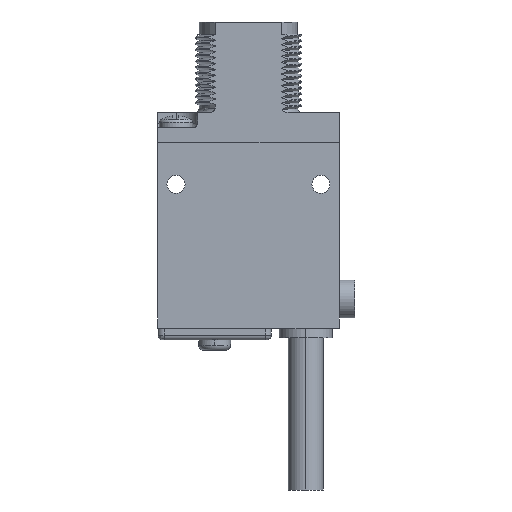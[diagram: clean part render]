
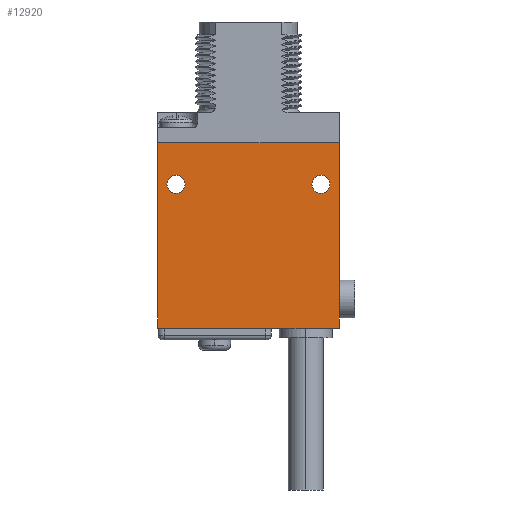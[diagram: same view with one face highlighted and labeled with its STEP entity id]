
A CAD part, left-side view. The second image highlights one B-rep face of the part: STEP entity #12920.
In plain terms, the highlighted planar face has unit normal (-1, 0, 0).
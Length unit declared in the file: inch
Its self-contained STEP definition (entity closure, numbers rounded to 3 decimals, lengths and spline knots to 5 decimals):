
#221=DIRECTION('',(0.,1.,0.));
#222=VECTOR('',#221,1.2);
#223=CARTESIAN_POINT('',(-0.236,-0.6,-1.23));
#224=LINE('',#223,#222);
#287=DIRECTION('',(0.,1.,0.));
#288=VECTOR('',#287,0.005);
#289=CARTESIAN_POINT('',(-0.236,-0.605,-1.16));
#290=LINE('',#289,#288);
#291=DIRECTION('',(0.,0.,-1.));
#292=VECTOR('',#291,0.07);
#293=CARTESIAN_POINT('',(-0.236,-0.6,-1.16));
#294=LINE('',#293,#292);
#295=DIRECTION('',(0.,1.,0.));
#296=VECTOR('',#295,0.005);
#297=CARTESIAN_POINT('',(-0.236,0.6,-1.16));
#298=LINE('',#297,#296);
#299=DIRECTION('',(0.,0.,1.));
#300=VECTOR('',#299,1.16);
#301=CARTESIAN_POINT('',(-0.236,0.605,-1.16));
#302=LINE('',#301,#300);
#303=DIRECTION('',(0.,-1.,0.));
#304=VECTOR('',#303,0.003);
#305=CARTESIAN_POINT('',(-0.236,0.605,0.));
#306=LINE('',#305,#304);
#307=DIRECTION('',(0.,-1.,0.));
#308=VECTOR('',#307,1.204);
#309=CARTESIAN_POINT('',(-0.236,0.602,0.));
#310=LINE('',#309,#308);
#311=DIRECTION('',(0.,-1.,0.));
#312=VECTOR('',#311,0.003);
#313=CARTESIAN_POINT('',(-0.236,-0.602,0.));
#314=LINE('',#313,#312);
#315=DIRECTION('',(0.,0.,-1.));
#316=VECTOR('',#315,1.16);
#317=CARTESIAN_POINT('',(-0.236,-0.605,0.));
#318=LINE('',#317,#316);
#319=CARTESIAN_POINT('',(-0.236,0.48,-0.275));
#320=DIRECTION('',(1.,0.,0.));
#321=DIRECTION('',(0.,0.,-1.));
#322=AXIS2_PLACEMENT_3D('',#319,#320,#321);
#324=CARTESIAN_POINT('',(-0.236,0.48,-0.275));
#325=DIRECTION('',(1.,0.,0.));
#326=DIRECTION('',(0.,0.,1.));
#327=AXIS2_PLACEMENT_3D('',#324,#325,#326);
#329=CARTESIAN_POINT('',(-0.236,-0.48,-0.275));
#330=DIRECTION('',(1.,0.,0.));
#331=DIRECTION('',(0.,0.,-1.));
#332=AXIS2_PLACEMENT_3D('',#329,#330,#331);
#334=CARTESIAN_POINT('',(-0.236,-0.48,-0.275));
#335=DIRECTION('',(1.,0.,0.));
#336=DIRECTION('',(0.,0.,1.));
#337=AXIS2_PLACEMENT_3D('',#334,#335,#336);
#339=DIRECTION('',(0.,0.,-1.));
#340=VECTOR('',#339,0.07);
#341=CARTESIAN_POINT('',(-0.236,0.6,-1.16));
#342=LINE('',#341,#340);
#10503=CARTESIAN_POINT('',(-0.236,-0.605,0.));
#10504=CARTESIAN_POINT('',(-0.236,-0.605,-1.16));
#10505=VERTEX_POINT('',#10503);
#10506=VERTEX_POINT('',#10504);
#10507=CARTESIAN_POINT('',(-0.236,0.605,-1.16));
#10508=CARTESIAN_POINT('',(-0.236,0.605,0.));
#10509=VERTEX_POINT('',#10507);
#10510=VERTEX_POINT('',#10508);
#10527=CARTESIAN_POINT('',(-0.236,0.48,-0.335));
#10528=CARTESIAN_POINT('',(-0.236,0.48,-0.215));
#10529=VERTEX_POINT('',#10527);
#10530=VERTEX_POINT('',#10528);
#10531=CARTESIAN_POINT('',(-0.236,-0.48,-0.335));
#10532=CARTESIAN_POINT('',(-0.236,-0.48,-0.215));
#10533=VERTEX_POINT('',#10531);
#10534=VERTEX_POINT('',#10532);
#11193=CARTESIAN_POINT('',(-0.236,0.602,0.));
#11194=CARTESIAN_POINT('',(-0.236,-0.602,0.));
#11195=VERTEX_POINT('',#11193);
#11196=VERTEX_POINT('',#11194);
#11864=CARTESIAN_POINT('',(-0.236,-0.6,-1.23));
#11866=VERTEX_POINT('',#11864);
#11867=CARTESIAN_POINT('',(-0.236,0.6,-1.23));
#11868=VERTEX_POINT('',#11867);
#12257=CARTESIAN_POINT('',(-0.236,-0.6,-1.16));
#12259=VERTEX_POINT('',#12257);
#12261=CARTESIAN_POINT('',(-0.236,0.6,-1.16));
#12263=VERTEX_POINT('',#12261);
#12884=CARTESIAN_POINT('',(-0.236,-0.605,0.));
#12885=DIRECTION('',(1.,0.,0.));
#12886=DIRECTION('',(0.,0.,-1.));
#12887=AXIS2_PLACEMENT_3D('',#12884,#12885,#12886);
#12888=PLANE('',#12887);
#12889=ORIENTED_EDGE('',*,*,#12873,.T.);
#12890=ORIENTED_EDGE('',*,*,#12862,.T.);
#12891=ORIENTED_EDGE('',*,*,#12824,.T.);
#12893=ORIENTED_EDGE('',*,*,#12892,.F.);
#12895=ORIENTED_EDGE('',*,*,#12894,.T.);
#12897=ORIENTED_EDGE('',*,*,#12896,.T.);
#12899=ORIENTED_EDGE('',*,*,#12898,.T.);
#12901=ORIENTED_EDGE('',*,*,#12900,.T.);
#12903=ORIENTED_EDGE('',*,*,#12902,.T.);
#12905=ORIENTED_EDGE('',*,*,#12904,.T.);
#12906=EDGE_LOOP('',(#12889,#12890,#12891,#12893,#12895,#12897,#12899,#12901,
#12903,#12905));
#12907=FACE_OUTER_BOUND('',#12906,.F.);
#12909=ORIENTED_EDGE('',*,*,#12908,.F.);
#12911=ORIENTED_EDGE('',*,*,#12910,.F.);
#12912=EDGE_LOOP('',(#12909,#12911));
#12913=FACE_BOUND('',#12912,.F.);
#12915=ORIENTED_EDGE('',*,*,#12914,.F.);
#12917=ORIENTED_EDGE('',*,*,#12916,.F.);
#12918=EDGE_LOOP('',(#12915,#12917));
#12919=FACE_BOUND('',#12918,.F.);
#12920=ADVANCED_FACE('',(#12907,#12913,#12919),#12888,.F.);
#323=CIRCLE('',#322,0.06);
#328=CIRCLE('',#327,0.06);
#333=CIRCLE('',#332,0.06);
#338=CIRCLE('',#337,0.06);
#12824=EDGE_CURVE('',#11866,#11868,#224,.T.);
#12862=EDGE_CURVE('',#12259,#11866,#294,.T.);
#12873=EDGE_CURVE('',#10506,#12259,#290,.T.);
#12892=EDGE_CURVE('',#12263,#11868,#342,.T.);
#12894=EDGE_CURVE('',#12263,#10509,#298,.T.);
#12896=EDGE_CURVE('',#10509,#10510,#302,.T.);
#12898=EDGE_CURVE('',#10510,#11195,#306,.T.);
#12900=EDGE_CURVE('',#11195,#11196,#310,.T.);
#12902=EDGE_CURVE('',#11196,#10505,#314,.T.);
#12904=EDGE_CURVE('',#10505,#10506,#318,.T.);
#12908=EDGE_CURVE('',#10529,#10530,#323,.T.);
#12910=EDGE_CURVE('',#10530,#10529,#328,.T.);
#12914=EDGE_CURVE('',#10533,#10534,#333,.T.);
#12916=EDGE_CURVE('',#10534,#10533,#338,.T.);
